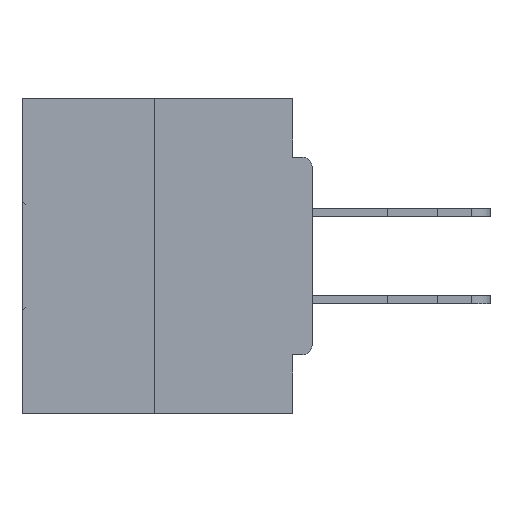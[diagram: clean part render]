
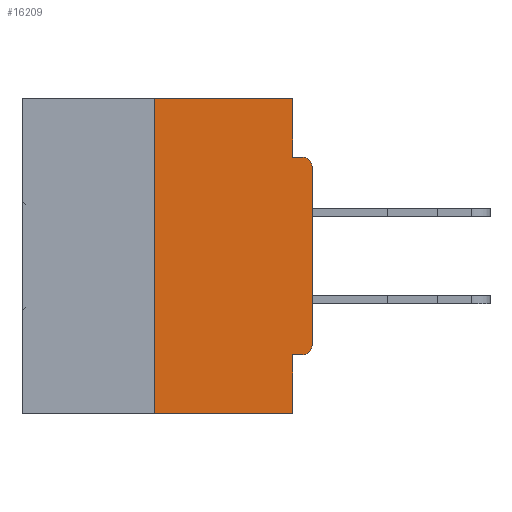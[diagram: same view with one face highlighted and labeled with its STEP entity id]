
A CAD part, left-side view. The second image highlights one B-rep face of the part: STEP entity #16209.
In plain terms, the highlighted planar face has unit normal (-1, 0, 0).
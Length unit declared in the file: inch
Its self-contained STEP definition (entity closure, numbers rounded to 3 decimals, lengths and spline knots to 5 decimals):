
#904 = CARTESIAN_POINT ( 'NONE',  ( 0., 0.46, 0. ) ) ;
#1332 = EDGE_CURVE ( 'NONE', #29606, #44653, #27868, .T. ) ;
#1359 = DIRECTION ( 'NONE',  ( 0., 0., 1. ) ) ;
#2122 = LINE ( 'NONE', #7594, #3794 ) ;
#3600 = CARTESIAN_POINT ( 'NONE',  ( 0., 0.031, 0. ) ) ;
#3651 = VERTEX_POINT ( 'NONE', #6458 ) ;
#3794 = VECTOR ( 'NONE', #8192, 39.37008 ) ;
#4710 = AXIS2_PLACEMENT_3D ( 'NONE', #37853, #20192, #34497 ) ;
#5450 = CARTESIAN_POINT ( 'NONE',  ( 0., 0., 0. ) ) ;
#5717 = CIRCLE ( 'NONE', #31601, 0.015 ) ;
#6235 = EDGE_CURVE ( 'NONE', #3651, #44653, #5717, .T. ) ;
#6458 = CARTESIAN_POINT ( 'NONE',  ( 0., 0., -0.1085 ) ) ;
#6570 = EDGE_LOOP ( 'NONE', ( #27653, #43407, #36768, #22387, #13049, #14170, #43375, #40157, #11667, #41571 ) ) ;
#6802 = VECTOR ( 'NONE', #18130, 39.37008 ) ;
#6869 = EDGE_CURVE ( 'NONE', #30802, #31517, #39297, .T. ) ;
#6896 = CARTESIAN_POINT ( 'NONE',  ( 0., 0.46, 0. ) ) ;
#7215 = LINE ( 'NONE', #904, #30464 ) ;
#7594 = CARTESIAN_POINT ( 'NONE',  ( 0., 0.25, 0. ) ) ;
#8192 = DIRECTION ( 'NONE',  ( 0., 0., 1. ) ) ;
#9729 = CARTESIAN_POINT ( 'NONE',  ( 0., 0.031, -0.5 ) ) ;
#10229 = DIRECTION ( 'NONE',  ( 0., 0., -1. ) ) ;
#10573 = VECTOR ( 'NONE', #39030, 39.37008 ) ;
#11667 = ORIENTED_EDGE ( 'NONE', *, *, #1332, .F. ) ;
#11864 = CARTESIAN_POINT ( 'NONE',  ( 0., 0.031, -0.0935 ) ) ;
#13049 = ORIENTED_EDGE ( 'NONE', *, *, #22414, .F. ) ;
#13867 = CARTESIAN_POINT ( 'NONE',  ( 0., 0.015, -0.1085 ) ) ;
#14170 = ORIENTED_EDGE ( 'NONE', *, *, #43431, .T. ) ;
#14606 = CARTESIAN_POINT ( 'NONE',  ( 0., 0.031, 0. ) ) ;
#14758 = EDGE_CURVE ( 'NONE', #36607, #3651, #16103, .T. ) ;
#15966 = CARTESIAN_POINT ( 'NONE',  ( 0., 0.46, -0.5 ) ) ;
#16103 = LINE ( 'NONE', #5450, #17195 ) ;
#16209 = ADVANCED_FACE ( 'NONE', ( #42548 ), #20706, .F. ) ;
#17104 = DIRECTION ( 'NONE',  ( 0., -1., 0. ) ) ;
#17195 = VECTOR ( 'NONE', #1359, 39.37008 ) ;
#17353 = VERTEX_POINT ( 'NONE', #28256 ) ;
#18130 = DIRECTION ( 'NONE',  ( 0., 0., -1. ) ) ;
#19861 = CARTESIAN_POINT ( 'NONE',  ( 0., 0., -0.3915 ) ) ;
#19917 = DIRECTION ( 'NONE',  ( 0., 1., 0. ) ) ;
#20192 = DIRECTION ( 'NONE',  ( -1., 0., 0. ) ) ;
#20706 = PLANE ( 'NONE',  #42364 ) ;
#22387 = ORIENTED_EDGE ( 'NONE', *, *, #6869, .F. ) ;
#22414 = EDGE_CURVE ( 'NONE', #28611, #30802, #25339, .T. ) ;
#23609 = DIRECTION ( 'NONE',  ( -1., 0., 0. ) ) ;
#24685 = LINE ( 'NONE', #14606, #6802 ) ;
#25339 = LINE ( 'NONE', #26389, #31843 ) ;
#25348 = CARTESIAN_POINT ( 'NONE',  ( 0., 0.25, -0.5 ) ) ;
#26389 = CARTESIAN_POINT ( 'NONE',  ( 0., 0., -0.4065 ) ) ;
#27183 = DIRECTION ( 'NONE',  ( 0., 0., -1. ) ) ;
#27489 = DIRECTION ( 'NONE',  ( 0., 0., -1. ) ) ;
#27653 = ORIENTED_EDGE ( 'NONE', *, *, #33727, .F. ) ;
#27868 = LINE ( 'NONE', #42392, #10573 ) ;
#28186 = DIRECTION ( 'NONE',  ( 0., -1., 0. ) ) ;
#28256 = CARTESIAN_POINT ( 'NONE',  ( 0., 0.25, 0. ) ) ;
#28611 = VERTEX_POINT ( 'NONE', #28712 ) ;
#28676 = EDGE_CURVE ( 'NONE', #44375, #31517, #37336, .T. ) ;
#28712 = CARTESIAN_POINT ( 'NONE',  ( 0., 0.015, -0.4065 ) ) ;
#29606 = VERTEX_POINT ( 'NONE', #11864 ) ;
#30464 = VECTOR ( 'NONE', #28186, 39.37008 ) ;
#30802 = VERTEX_POINT ( 'NONE', #30821 ) ;
#30821 = CARTESIAN_POINT ( 'NONE',  ( 0., 0.031, -0.4065 ) ) ;
#31517 = VERTEX_POINT ( 'NONE', #9729 ) ;
#31601 = AXIS2_PLACEMENT_3D ( 'NONE', #13867, #23609, #27183 ) ;
#31843 = VECTOR ( 'NONE', #19917, 39.37008 ) ;
#31913 = VECTOR ( 'NONE', #17104, 39.37008 ) ;
#32793 = VECTOR ( 'NONE', #27489, 39.37008 ) ;
#33727 = EDGE_CURVE ( 'NONE', #17353, #36810, #7215, .T. ) ;
#34127 = CARTESIAN_POINT ( 'NONE',  ( 0., 0.031, -0.5 ) ) ;
#34497 = DIRECTION ( 'NONE',  ( 0., 0., -1. ) ) ;
#35115 = EDGE_CURVE ( 'NONE', #44375, #17353, #2122, .T. ) ;
#36607 = VERTEX_POINT ( 'NONE', #19861 ) ;
#36768 = ORIENTED_EDGE ( 'NONE', *, *, #28676, .T. ) ;
#36810 = VERTEX_POINT ( 'NONE', #3600 ) ;
#36943 = CARTESIAN_POINT ( 'NONE',  ( 0., 0.015, -0.0935 ) ) ;
#37336 = LINE ( 'NONE', #15966, #31913 ) ;
#37853 = CARTESIAN_POINT ( 'NONE',  ( 0., 0.015, -0.3915 ) ) ;
#38427 = CIRCLE ( 'NONE', #4710, 0.015 ) ;
#39030 = DIRECTION ( 'NONE',  ( 0., -1., 0. ) ) ;
#39297 = LINE ( 'NONE', #34127, #32793 ) ;
#40012 = EDGE_CURVE ( 'NONE', #36810, #29606, #24685, .T. ) ;
#40157 = ORIENTED_EDGE ( 'NONE', *, *, #6235, .T. ) ;
#41571 = ORIENTED_EDGE ( 'NONE', *, *, #40012, .F. ) ;
#41714 = DIRECTION ( 'NONE',  ( 1., 0., 0. ) ) ;
#42364 = AXIS2_PLACEMENT_3D ( 'NONE', #6896, #41714, #10229 ) ;
#42392 = CARTESIAN_POINT ( 'NONE',  ( 0., 0., -0.0935 ) ) ;
#42548 = FACE_OUTER_BOUND ( 'NONE', #6570, .T. ) ;
#43375 = ORIENTED_EDGE ( 'NONE', *, *, #14758, .T. ) ;
#43407 = ORIENTED_EDGE ( 'NONE', *, *, #35115, .F. ) ;
#43431 = EDGE_CURVE ( 'NONE', #28611, #36607, #38427, .T. ) ;
#44375 = VERTEX_POINT ( 'NONE', #25348 ) ;
#44653 = VERTEX_POINT ( 'NONE', #36943 ) ;
